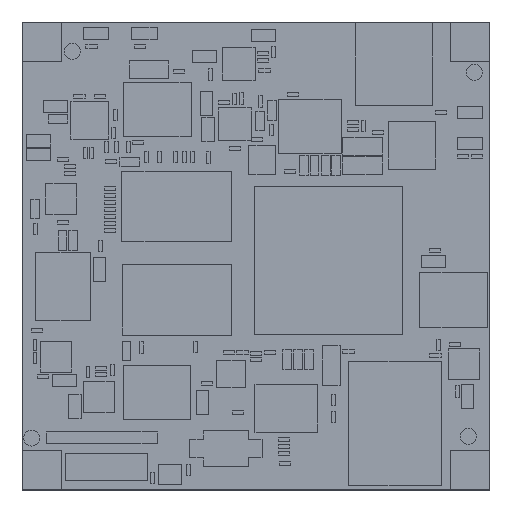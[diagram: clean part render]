
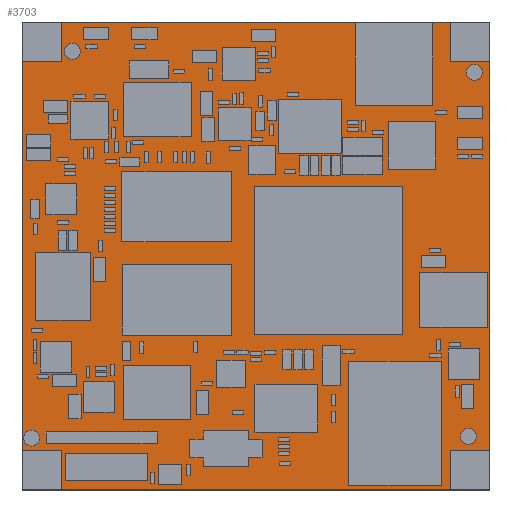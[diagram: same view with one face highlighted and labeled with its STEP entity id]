
A CAD part, top view. The second image highlights one B-rep face of the part: STEP entity #3703.
In plain terms, the highlighted planar face has unit normal (0, 0, 1).
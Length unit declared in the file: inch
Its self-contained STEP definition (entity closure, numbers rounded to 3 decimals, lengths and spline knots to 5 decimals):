
#1368=CIRCLE($,#2635,0.02269);
#1369=CIRCLE($,#2636,0.02269);
#1372=CIRCLE($,#2641,0.02269);
#1373=CIRCLE($,#2642,0.02269);
#2229=FACE_OUTER_BOUND($,#2429,.F.);
#2235=FACE_OUTER_BOUND($,#2435,.T.);
#2239=FACE_OUTER_BOUND($,#2439,.T.);
#2429=EDGE_LOOP($,(#3899,#3900,#3901,#3902));
#2435=EDGE_LOOP($,(#3923,#3924));
#2439=EDGE_LOOP($,(#3935,#3936));
#2629=AXIS2_PLACEMENT_3D($,#8119,#6891,$);
#2635=AXIS2_PLACEMENT_3D($,#8131,#6891,$);
#2636=AXIS2_PLACEMENT_3D($,#8132,#6891,$);
#2641=AXIS2_PLACEMENT_3D($,#8143,#6891,$);
#2642=AXIS2_PLACEMENT_3D($,#8144,#6891,$);
#3513=PLANE($,#2629);
#3703=ADVANCED_FACE($,(#2229,#2235,#2239),#3513,.T.);
#3899=ORIENTED_EDGE($,*,*,#4703,.T.);
#3900=ORIENTED_EDGE($,*,*,#4704,.T.);
#3901=ORIENTED_EDGE($,*,*,#4705,.T.);
#3902=ORIENTED_EDGE($,*,*,#4706,.T.);
#3923=ORIENTED_EDGE($,*,*,#4716,.T.);
#3924=ORIENTED_EDGE($,*,*,#4717,.T.);
#3935=ORIENTED_EDGE($,*,*,#4723,.T.);
#3936=ORIENTED_EDGE($,*,*,#4724,.T.);
#4703=EDGE_CURVE($,#5984,#5985,#5561,.T.);
#4704=EDGE_CURVE($,#5985,#5986,#5562,.T.);
#4705=EDGE_CURVE($,#5986,#5987,#5563,.T.);
#4706=EDGE_CURVE($,#5987,#5984,#5564,.T.);
#4716=EDGE_CURVE($,#5994,#5995,#1368,.F.);
#4717=EDGE_CURVE($,#5995,#5994,#1369,.F.);
#4723=EDGE_CURVE($,#6000,#6001,#1372,.F.);
#4724=EDGE_CURVE($,#6001,#6000,#1373,.F.);
#5138=VECTOR($,#6894,2.3622);
#5139=VECTOR($,#6895,2.3622);
#5140=VECTOR($,#6896,2.3622);
#5141=VECTOR($,#6897,2.3622);
#5561=LINE($,#8118,#5138);
#5562=LINE($,#8119,#5139);
#5563=LINE($,#8120,#5140);
#5564=LINE($,#8121,#5141);
#5984=VERTEX_POINT($,#8118);
#5985=VERTEX_POINT($,#8119);
#5986=VERTEX_POINT($,#8120);
#5987=VERTEX_POINT($,#8121);
#5994=VERTEX_POINT($,#8128);
#5995=VERTEX_POINT($,#8129);
#6000=VERTEX_POINT($,#8140);
#6001=VERTEX_POINT($,#8141);
#6891=DIRECTION($,(0.,0.,1.));
#6894=DIRECTION($,(0.,-1.,0.));
#6895=DIRECTION($,(-1.,0.,0.));
#6896=DIRECTION($,(0.,1.,0.));
#6897=DIRECTION($,(1.,0.,0.));
#8118=CARTESIAN_POINT('',(2.3622,2.3622,0.));
#8119=CARTESIAN_POINT('',(2.3622,0.,0.));
#8120=CARTESIAN_POINT('',(0.,0.,0.));
#8121=CARTESIAN_POINT('',(0.,2.3622,0.));
#8128=CARTESIAN_POINT('',(1.81368,2.1234,0.));
#8129=CARTESIAN_POINT('',(1.7683,2.1234,0.));
#8131=CARTESIAN_POINT('',(1.79099,2.1234,0.));
#8132=CARTESIAN_POINT('',(1.79099,2.1234,0.));
#8140=CARTESIAN_POINT('',(1.9869,2.1234,0.));
#8141=CARTESIAN_POINT('',(1.94152,2.1234,0.));
#8143=CARTESIAN_POINT('',(1.96421,2.1234,0.));
#8144=CARTESIAN_POINT('',(1.96421,2.1234,0.));
